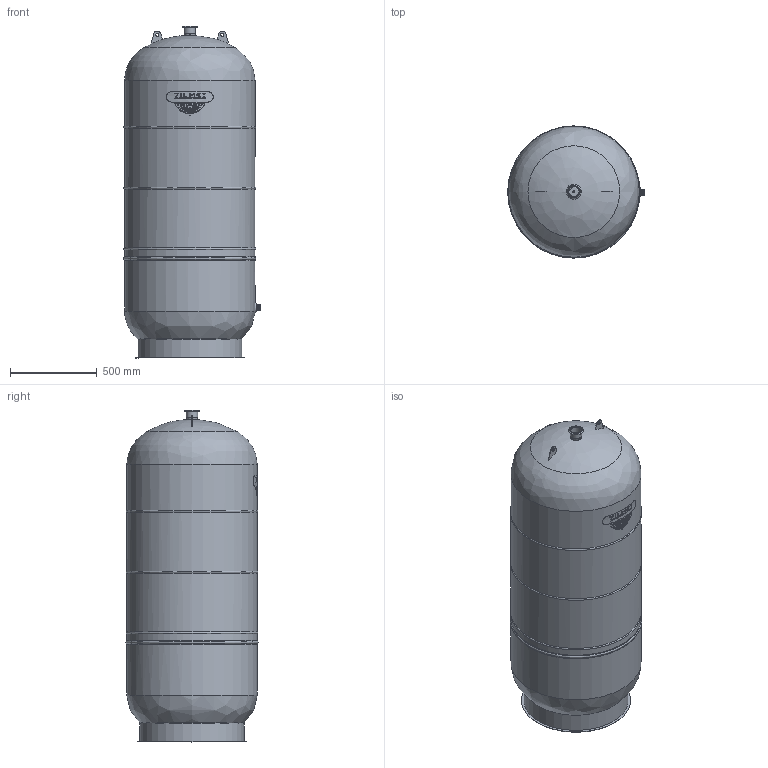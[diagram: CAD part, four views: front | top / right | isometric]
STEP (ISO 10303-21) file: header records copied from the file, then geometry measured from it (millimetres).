
FILE_DESCRIPTION(/* description */ (''),/* implementation_level */ '2;1');
FILE_NAME(/* name */ '13_CAL-PRO 800L 6bar_13000800001.stp',/* time_stamp */ '2019-08-22T11:23:40+03:00',/* author */ ('shkarinov'),/* organization */ (''),/* preprocessor_version */ 'ST-DEVELOPER v16.5',/* originating_system */ 'Autodesk Inventor 2017',/* authorisation */ '');
FILE_SCHEMA (('AUTOMOTIVE_DESIGN { 1 0 10303 214 3 1 1 }'));
Length unit declared in the file: inch
Products named in the file (1): 13_CAL-PRO 800L 6bar_13000800001
Bounding box: 785.9 x 760.87 x 1909.67 mm (x, y, z)
Volume: 741535931 mm3; surface area: 5358066.9 mm2
Topology: 6 solids, 7 shells, 213 faces, 563 edges, 364 vertices
Faces by surface type: plane 95, cylinder 83, torus 21, cone 8, bspline 6
Full cylindrical faces by diameter (mm): 8 x1, 12.26 x1, 18 x2, 30.25 x1, 63.344 x1, 65.344 x1, 86.815 x1, 596.009 x1, 600.009 x1, 630.009 x1, 750 x1, 750.999 x5
Entity records: 8711 total; most frequent: CARTESIAN_POINT 3428, ORIENTED_EDGE 1040, DIRECTION 1005, EDGE_CURVE 518, AXIS2_PLACEMENT_3D 395, VERTEX_POINT 356, EDGE_LOOP 271, STYLED_ITEM 219
